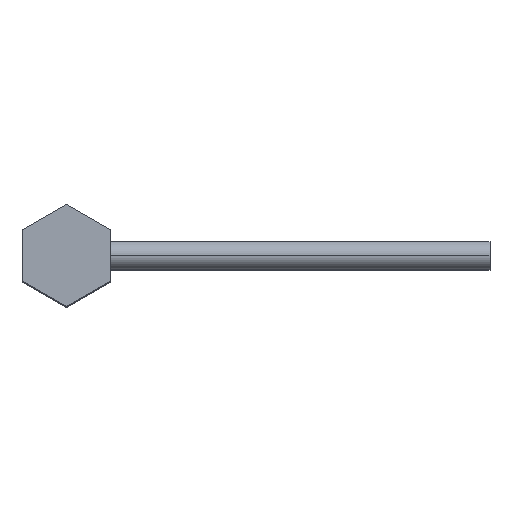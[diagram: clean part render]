
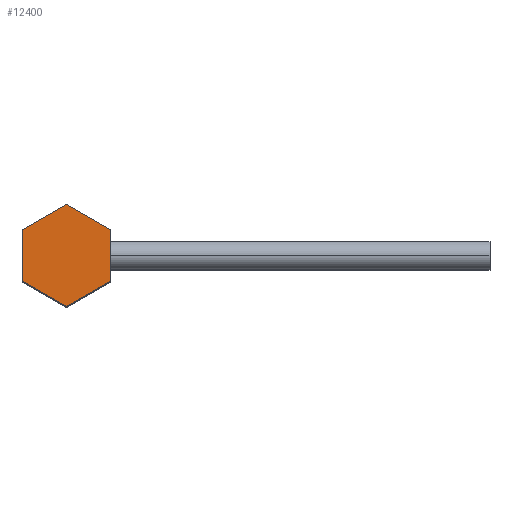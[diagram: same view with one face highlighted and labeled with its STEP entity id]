
A CAD part, top view. The second image highlights one B-rep face of the part: STEP entity #12400.
In plain terms, the highlighted planar face has unit normal (0, 0, 1).
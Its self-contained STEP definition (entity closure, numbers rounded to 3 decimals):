
#7971=DIRECTION('',(-0.866,0.5,0.));
#7972=VECTOR('',#7971,4.041);
#7973=CARTESIAN_POINT('',(0.,-24.041,45.4));
#7974=LINE('',#7973,#7972);
#7987=DIRECTION('',(0.866,-0.5,0.));
#7988=VECTOR('',#7987,4.041);
#7989=CARTESIAN_POINT('',(0.,-15.959,45.4));
#7990=LINE('',#7989,#7988);
#7995=DIRECTION('',(0.866,0.5,0.));
#7996=VECTOR('',#7995,4.041);
#7997=CARTESIAN_POINT('',(0.,-24.041,45.4));
#7998=LINE('',#7997,#7996);
#7999=DIRECTION('',(0.,-1.,0.));
#8000=VECTOR('',#7999,4.041);
#8001=CARTESIAN_POINT('',(-3.5,-17.979,45.4));
#8002=LINE('',#8001,#8000);
#8003=DIRECTION('',(-0.866,-0.5,0.));
#8004=VECTOR('',#8003,4.041);
#8005=CARTESIAN_POINT('',(0.,-15.959,45.4));
#8006=LINE('',#8005,#8004);
#8007=DIRECTION('',(0.,1.,0.));
#8008=VECTOR('',#8007,4.041);
#8009=CARTESIAN_POINT('',(3.5,-22.021,45.4));
#8010=LINE('',#8009,#8008);
#11777=CARTESIAN_POINT('',(3.5,-17.979,45.4));
#11778=VERTEX_POINT('',#11777);
#11779=CARTESIAN_POINT('',(3.5,-22.021,45.4));
#11780=VERTEX_POINT('',#11779);
#11787=CARTESIAN_POINT('',(0.,-24.041,45.4));
#11788=VERTEX_POINT('',#11787);
#11791=CARTESIAN_POINT('',(0.,-15.959,45.4));
#11792=VERTEX_POINT('',#11791);
#11795=CARTESIAN_POINT('',(-3.5,-17.979,45.4));
#11796=VERTEX_POINT('',#11795);
#11799=CARTESIAN_POINT('',(-3.5,-22.021,45.4));
#11800=VERTEX_POINT('',#11799);
#12387=CARTESIAN_POINT('',(3.5,-22.021,45.4));
#12388=DIRECTION('',(0.,0.,-1.));
#12389=DIRECTION('',(0.866,-0.5,0.));
#12390=AXIS2_PLACEMENT_3D('',#12387,#12388,#12389);
#12391=PLANE('',#12390);
#12392=ORIENTED_EDGE('',*,*,#12326,.F.);
#12393=ORIENTED_EDGE('',*,*,#12340,.T.);
#12394=ORIENTED_EDGE('',*,*,#12354,.F.);
#12395=ORIENTED_EDGE('',*,*,#12368,.F.);
#12396=ORIENTED_EDGE('',*,*,#12381,.T.);
#12397=ORIENTED_EDGE('',*,*,#12280,.F.);
#12398=EDGE_LOOP('',(#12392,#12393,#12394,#12395,#12396,#12397));
#12399=FACE_OUTER_BOUND('',#12398,.F.);
#12280=EDGE_CURVE('',#11780,#11778,#8010,.T.);
#12326=EDGE_CURVE('',#11788,#11780,#7998,.T.);
#12340=EDGE_CURVE('',#11788,#11800,#7974,.T.);
#12354=EDGE_CURVE('',#11796,#11800,#8002,.T.);
#12368=EDGE_CURVE('',#11792,#11796,#8006,.T.);
#12381=EDGE_CURVE('',#11792,#11778,#7990,.T.);
#12400=ADVANCED_FACE('',(#12399),#12391,.F.);
